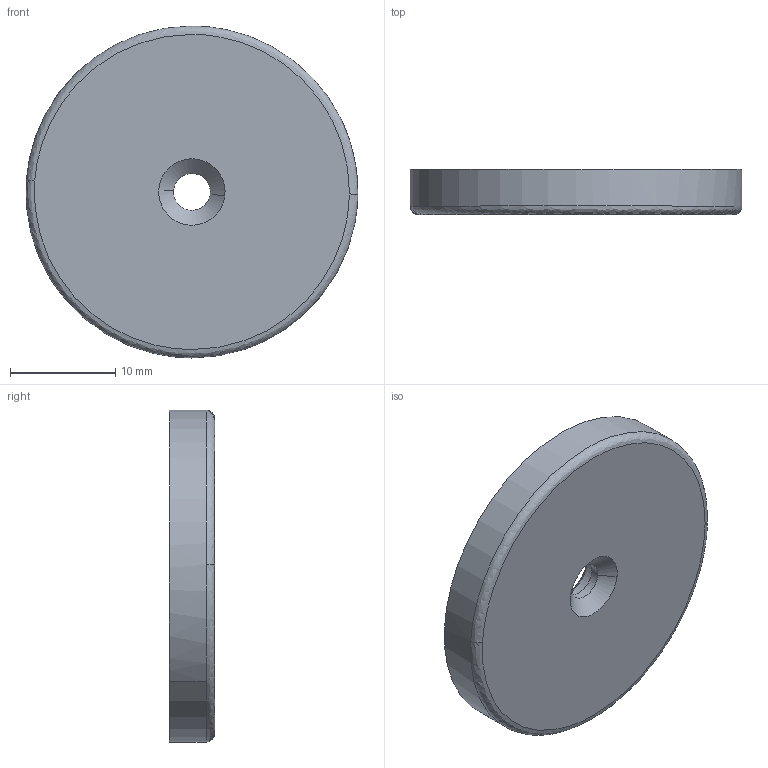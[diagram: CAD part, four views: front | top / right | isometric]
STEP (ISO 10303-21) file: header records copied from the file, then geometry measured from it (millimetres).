
FILE_DESCRIPTION((''),'2;1');
FILE_NAME('','2005-07-15T14:38:08',(''),(''),'','CADfix','');
FILE_SCHEMA(('AUTOMOTIVE_DESIGN'));
Length unit declared in the file: millimetre
Products named in the file (3): magnet; housing; TL_171_19167_36
Assembly tree (2 placements, depth 2):
  TL_171_19167_36
    magnet
    housing
Bounding box: 31.48 x 4.3 x 31.5 mm (x, y, z)
Volume: 2738.6 mm3; surface area: 3713.6 mm2
Topology: 2 solids, 2 shells, 29 faces, 102 edges, 78 vertices
Faces by surface type: bspline 29
Entity records: 1343 total; most frequent: CARTESIAN_POINT 757, ORIENTED_EDGE 204, EDGE_CURVE 102, VERTEX_POINT 78, EDGE_LOOP 34, FACE_OUTER_BOUND 29, ADVANCED_FACE 29, QUASI_UNIFORM_CURVE 22
